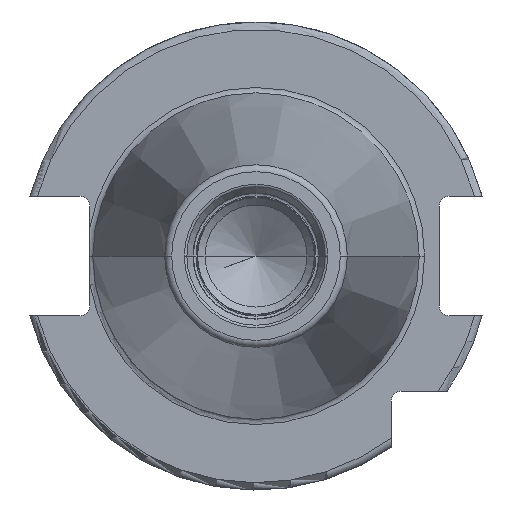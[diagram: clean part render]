
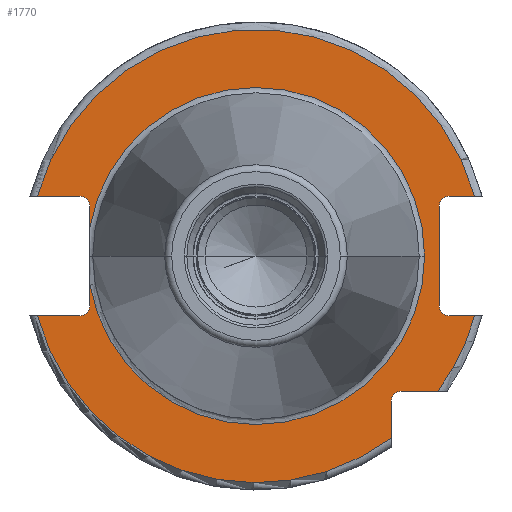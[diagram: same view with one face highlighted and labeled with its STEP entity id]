
A CAD part, left-side view. The second image highlights one B-rep face of the part: STEP entity #1770.
In plain terms, the highlighted planar face has unit normal (-1, 0, 0).
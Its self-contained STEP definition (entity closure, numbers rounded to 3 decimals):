
#105=CARTESIAN_POINT('',(3.2,22.55,-3.842));
#117=CARTESIAN_POINT('',(3.2,0.,0.));
#118=DIRECTION('',(-1.,0.,0.));
#119=DIRECTION('',(0.,0.986,-0.168));
#120=AXIS2_PLACEMENT_3D('',#117,#118,#119);
#135=CARTESIAN_POINT('',(3.2,23.9,-6.75));
#136=DIRECTION('',(1.,0.,0.));
#137=DIRECTION('',(0.,-1.,0.));
#138=AXIS2_PLACEMENT_3D('',#135,#136,#137);
#144=DIRECTION('',(0.,0.,-1.));
#145=VECTOR('',#144,2.908);
#146=CARTESIAN_POINT('',(3.2,22.55,6.75));
#147=LINE('',#146,#145);
#148=DIRECTION('',(0.,-1.,0.));
#149=VECTOR('',#148,5.777);
#150=CARTESIAN_POINT('',(3.2,29.677,8.1));
#151=LINE('',#150,#149);
#152=CARTESIAN_POINT('',(3.2,0.,0.));
#153=DIRECTION('',(1.,0.,0.));
#154=DIRECTION('',(0.,0.965,0.263));
#155=AXIS2_PLACEMENT_3D('',#152,#153,#154);
#157=DIRECTION('',(0.,1.,0.));
#158=VECTOR('',#157,3.477);
#159=CARTESIAN_POINT('',(3.2,-29.677,8.1));
#160=LINE('',#159,#158);
#161=DIRECTION('',(0.,0.,1.));
#162=VECTOR('',#161,13.5);
#163=CARTESIAN_POINT('',(3.2,-24.85,-6.75));
#164=LINE('',#163,#162);
#165=DIRECTION('',(0.,1.,0.));
#166=VECTOR('',#165,3.477);
#167=CARTESIAN_POINT('',(3.2,-29.677,-8.1));
#168=LINE('',#167,#166);
#169=CARTESIAN_POINT('',(3.2,0.,0.));
#170=DIRECTION('',(-1.,0.,0.));
#171=DIRECTION('',(0.,-0.803,-0.597));
#172=AXIS2_PLACEMENT_3D('',#169,#170,#171);
#174=DIRECTION('',(0.,-1.,0.));
#175=VECTOR('',#174,4.99);
#176=CARTESIAN_POINT('',(3.2,-19.7,-18.35));
#177=LINE('',#176,#175);
#178=DIRECTION('',(0.,0.,1.));
#179=VECTOR('',#178,4.99);
#180=CARTESIAN_POINT('',(3.2,-18.35,-24.69));
#181=LINE('',#180,#179);
#182=CARTESIAN_POINT('',(3.2,0.,0.));
#183=DIRECTION('',(-1.,0.,0.));
#184=DIRECTION('',(0.,0.965,-0.263));
#185=AXIS2_PLACEMENT_3D('',#182,#183,#184);
#187=DIRECTION('',(0.,-1.,0.));
#188=VECTOR('',#187,5.777);
#189=CARTESIAN_POINT('',(3.2,29.677,-8.1));
#190=LINE('',#189,#188);
#191=DIRECTION('',(0.,0.,-1.));
#192=VECTOR('',#191,2.908);
#193=CARTESIAN_POINT('',(3.2,22.55,-3.842));
#194=LINE('',#193,#192);
#200=CARTESIAN_POINT('',(3.2,23.9,6.75));
#201=DIRECTION('',(1.,0.,0.));
#202=DIRECTION('',(0.,0.,1.));
#203=AXIS2_PLACEMENT_3D('',#200,#201,#202);
#287=CARTESIAN_POINT('',(3.2,-26.2,6.75));
#288=DIRECTION('',(1.,0.,0.));
#289=DIRECTION('',(0.,1.,0.));
#290=AXIS2_PLACEMENT_3D('',#287,#288,#289);
#305=CARTESIAN_POINT('',(3.2,-26.2,-6.75));
#306=DIRECTION('',(1.,0.,0.));
#307=DIRECTION('',(0.,0.,-1.));
#308=AXIS2_PLACEMENT_3D('',#305,#306,#307);
#430=CARTESIAN_POINT('',(3.2,29.677,-8.1));
#466=CARTESIAN_POINT('',(3.2,-29.677,-8.1));
#772=CARTESIAN_POINT('',(3.2,-19.7,-19.7));
#773=DIRECTION('',(1.,0.,0.));
#774=DIRECTION('',(0.,1.,0.));
#775=AXIS2_PLACEMENT_3D('',#772,#773,#774);
#920=CARTESIAN_POINT('',(3.2,29.677,8.1));
#927=CARTESIAN_POINT('',(3.2,-29.677,8.1));
#1032=CARTESIAN_POINT('',(3.2,22.55,3.842));
#1043=CARTESIAN_POINT('',(3.2,0.,0.));
#1044=DIRECTION('',(1.,0.,0.));
#1045=DIRECTION('',(0.,0.986,0.168));
#1046=AXIS2_PLACEMENT_3D('',#1043,#1044,#1045);
#1266=CARTESIAN_POINT('',(3.2,-22.875,0.));
#1268=VERTEX_POINT('',#1266);
#1408=VERTEX_POINT('',#1032);
#1410=VERTEX_POINT('',#105);
#1413=VERTEX_POINT('',#920);
#1414=VERTEX_POINT('',#927);
#1417=VERTEX_POINT('',#430);
#1418=VERTEX_POINT('',#466);
#1433=CARTESIAN_POINT('',(3.2,-18.35,-24.69));
#1434=VERTEX_POINT('',#1433);
#1436=CARTESIAN_POINT('',(3.2,23.9,-8.1));
#1438=VERTEX_POINT('',#1436);
#1440=CARTESIAN_POINT('',(3.2,22.55,-6.75));
#1442=VERTEX_POINT('',#1440);
#1444=CARTESIAN_POINT('',(3.2,22.55,6.75));
#1446=VERTEX_POINT('',#1444);
#1448=CARTESIAN_POINT('',(3.2,23.9,8.1));
#1450=VERTEX_POINT('',#1448);
#1452=CARTESIAN_POINT('',(3.2,-24.85,-6.75));
#1454=VERTEX_POINT('',#1452);
#1456=CARTESIAN_POINT('',(3.2,-26.2,-8.1));
#1458=VERTEX_POINT('',#1456);
#1460=CARTESIAN_POINT('',(3.2,-26.2,8.1));
#1462=VERTEX_POINT('',#1460);
#1464=CARTESIAN_POINT('',(3.2,-24.85,6.75));
#1466=VERTEX_POINT('',#1464);
#1473=CARTESIAN_POINT('',(3.2,-19.7,-18.35));
#1474=CARTESIAN_POINT('',(3.2,-24.69,-18.35));
#1475=VERTEX_POINT('',#1473);
#1476=VERTEX_POINT('',#1474);
#1477=CARTESIAN_POINT('',(3.2,-18.35,-19.7));
#1478=VERTEX_POINT('',#1477);
#1730=CARTESIAN_POINT('',(3.2,0.,0.));
#1731=DIRECTION('',(1.,0.,0.));
#1732=DIRECTION('',(0.,-1.,0.));
#1733=AXIS2_PLACEMENT_3D('',#1730,#1731,#1732);
#1734=PLANE('',#1733);
#1735=ORIENTED_EDGE('',*,*,#1670,.F.);
#1737=ORIENTED_EDGE('',*,*,#1736,.F.);
#1739=ORIENTED_EDGE('',*,*,#1738,.F.);
#1741=ORIENTED_EDGE('',*,*,#1740,.T.);
#1743=ORIENTED_EDGE('',*,*,#1742,.T.);
#1745=ORIENTED_EDGE('',*,*,#1744,.F.);
#1747=ORIENTED_EDGE('',*,*,#1746,.F.);
#1749=ORIENTED_EDGE('',*,*,#1748,.F.);
#1751=ORIENTED_EDGE('',*,*,#1750,.F.);
#1753=ORIENTED_EDGE('',*,*,#1752,.F.);
#1755=ORIENTED_EDGE('',*,*,#1754,.F.);
#1757=ORIENTED_EDGE('',*,*,#1756,.F.);
#1759=ORIENTED_EDGE('',*,*,#1758,.F.);
#1761=ORIENTED_EDGE('',*,*,#1760,.F.);
#1762=ORIENTED_EDGE('',*,*,#1701,.T.);
#1763=ORIENTED_EDGE('',*,*,#1690,.F.);
#1764=ORIENTED_EDGE('',*,*,#1675,.F.);
#1765=ORIENTED_EDGE('',*,*,#1654,.T.);
#1767=ORIENTED_EDGE('',*,*,#1766,.F.);
#1768=EDGE_LOOP('',(#1735,#1737,#1739,#1741,#1743,#1745,#1747,#1749,#1751,#1753,
#1755,#1757,#1759,#1761,#1762,#1763,#1764,#1765,#1767));
#1769=FACE_OUTER_BOUND('',#1768,.F.);
#1770=ADVANCED_FACE('',(#1769),#1734,.F.);
#121=CIRCLE('',#120,22.875);
#139=CIRCLE('',#138,1.35);
#156=CIRCLE('',#155,30.763);
#173=CIRCLE('',#172,30.763);
#186=CIRCLE('',#185,30.763);
#204=CIRCLE('',#203,1.35);
#291=CIRCLE('',#290,1.35);
#309=CIRCLE('',#308,1.35);
#776=CIRCLE('',#775,1.35);
#1047=CIRCLE('',#1046,22.875);
#1654=EDGE_CURVE('',#1410,#1268,#121,.T.);
#1670=EDGE_CURVE('',#1446,#1408,#147,.T.);
#1675=EDGE_CURVE('',#1410,#1442,#194,.T.);
#1690=EDGE_CURVE('',#1442,#1438,#139,.T.);
#1701=EDGE_CURVE('',#1417,#1438,#190,.T.);
#1736=EDGE_CURVE('',#1450,#1446,#204,.T.);
#1738=EDGE_CURVE('',#1413,#1450,#151,.T.);
#1740=EDGE_CURVE('',#1413,#1414,#156,.T.);
#1742=EDGE_CURVE('',#1414,#1462,#160,.T.);
#1744=EDGE_CURVE('',#1466,#1462,#291,.T.);
#1746=EDGE_CURVE('',#1454,#1466,#164,.T.);
#1748=EDGE_CURVE('',#1458,#1454,#309,.T.);
#1750=EDGE_CURVE('',#1418,#1458,#168,.T.);
#1752=EDGE_CURVE('',#1476,#1418,#173,.T.);
#1754=EDGE_CURVE('',#1475,#1476,#177,.T.);
#1756=EDGE_CURVE('',#1478,#1475,#776,.T.);
#1758=EDGE_CURVE('',#1434,#1478,#181,.T.);
#1760=EDGE_CURVE('',#1417,#1434,#186,.T.);
#1766=EDGE_CURVE('',#1408,#1268,#1047,.T.);
